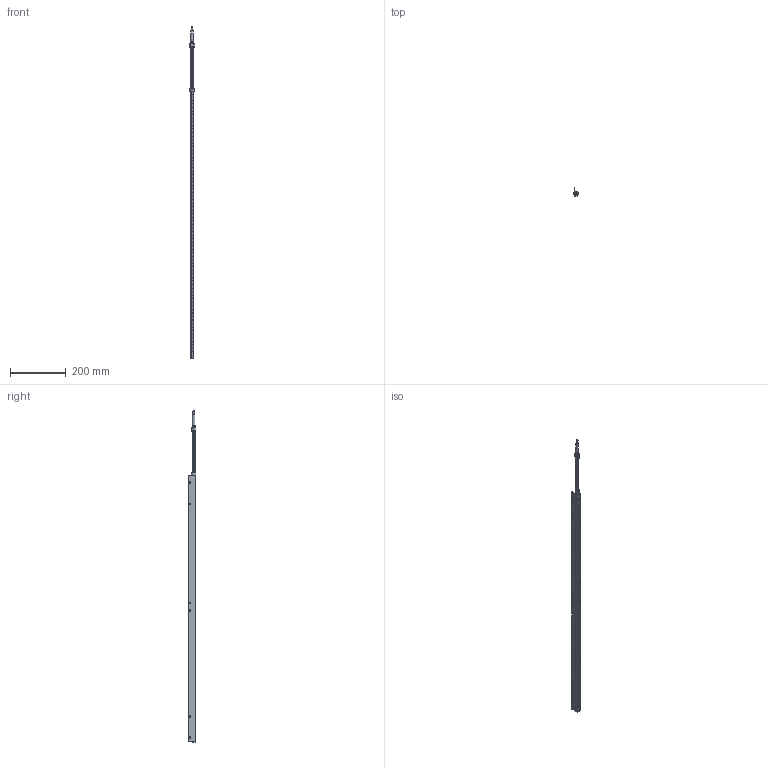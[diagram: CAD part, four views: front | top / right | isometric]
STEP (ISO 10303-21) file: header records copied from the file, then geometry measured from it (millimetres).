
FILE_DESCRIPTION(/* description */ (''),/* implementation_level */ '2;1');
FILE_NAME(/* name */ '8036-DIM.stp',/* time_stamp */ '2017-03-22T10:49:28-04:00',/* author */ ('ryan longshore'),/* organization */ (''),/* preprocessor_version */ 'ST-DEVELOPER v16.5',/* originating_system */ 'Autodesk Inventor 2017',/* authorisation */ '');
FILE_SCHEMA (('AUTOMOTIVE_DESIGN { 1 0 10303 214 3 1 1 }'));
Length unit declared in the file: inch
Products named in the file (18): 8036-DIM; 901832; 901574; 901437; 901592; 901565; 901515; 901587; 901724-DIM; 901806-DIM; 901622; 901576-DIM; 901576 without spring-DIM; 901577; 901625; Unbrako - No.  6 x 0.19; 901770; Unbrako - No.  8 x 0.19
Assembly tree (53 placements, depth 3):
  8036-DIM
    901832
    901574
    901437
    901592
    901565
    901515
    901587
    901724-DIM
    901576-DIM  x36
      901576 without spring-DIM
      901577
    901806-DIM
    901622
    901625  x2
      Unbrako - No.  6 x 0.19
    901770
      Unbrako - No.  8 x 0.19
Bounding box: 18.32 x 28.44 x 1191.33 mm (x, y, z)
Volume: 171605.3 mm3; surface area: 193567.7 mm2
Topology: 85 solids, 85 shells, 1148 faces, 2435 edges, 1538 vertices
Faces by surface type: plane 603, cylinder 421, cone 114, bspline 6, torus 4
Full cylindrical faces by diameter (mm): 0.508 x1, 0.635 x72, 1.984 x2, 2.54 x1, 2.667 x36, 2.845 x1, 3.454 x1, 3.485 x1, 3.505 x2, 3.937 x36, 4.166 x1, 4.978 x1, 5.055 x1, 5.159 x3, 5.715 x73, 6.35 x1, 6.604 x1, 6.731 x1, 6.747 x3, 8.128 x2, 8.89 x1, 9.144 x1, 9.423 x1, 9.525 x3, 10.414 x2, 11.112 x1, 12.446 x1, 13.462 x1, 13.716 x1, 15.875 x2
Entity records: 22587 total; most frequent: CARTESIAN_POINT 17163, DIRECTION 1097, ORIENTED_EDGE 826, AXIS2_PLACEMENT_3D 451, EDGE_CURVE 413, EDGE_LOOP 349, VERTEX_POINT 308, FACE_OUTER_BOUND 226
